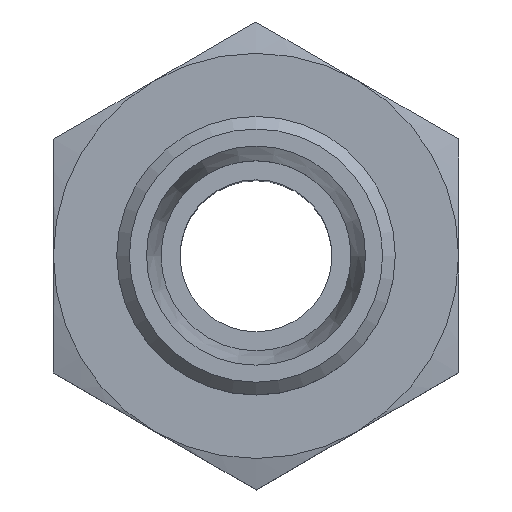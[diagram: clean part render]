
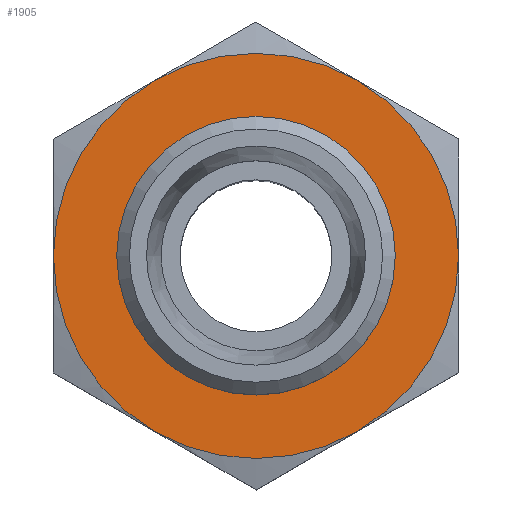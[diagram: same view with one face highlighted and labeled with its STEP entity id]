
A CAD part, top view. The second image highlights one B-rep face of the part: STEP entity #1905.
In plain terms, the highlighted planar face has unit normal (0, 0, 1).
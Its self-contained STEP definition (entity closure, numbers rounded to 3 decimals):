
#353=CARTESIAN_POINT('',(10.566,6.155,46.));
#354=VERTEX_POINT('',#353);
#368=CARTESIAN_POINT('',(10.566,6.145,46.));
#369=VERTEX_POINT('',#368);
#370=CARTESIAN_POINT('',(10.566,6.155,46.));
#371=DIRECTION('',(0.001,-1.,0.0));
#372=VECTOR('',#371,0.009);
#373=LINE('',#370,#372);
#374=EDGE_CURVE('',#354,#369,#373,.T.);
#541=CARTESIAN_POINT('',(2.558,20.006,46.));
#542=VERTEX_POINT('',#541);
#588=CARTESIAN_POINT('',(-13.442,19.997,46.));
#589=VERTEX_POINT('',#588);
#635=CARTESIAN_POINT('',(-21.434,6.136,46.));
#636=VERTEX_POINT('',#635);
#1730=CARTESIAN_POINT('',(-5.434,6.145,46.));
#1731=DIRECTION('',(0.0,0.0,1.0));
#1732=DIRECTION('',(-1.0,0.0,0.0));
#1733=AXIS2_PLACEMENT_3D('',#1730,#1731,#1732);
#1734=CIRCLE('',#1733,16.);
#1735=EDGE_CURVE('',#354,#542,#1734,.T.);
#1746=CARTESIAN_POINT('',(2.574,-7.707,46.));
#1747=VERTEX_POINT('',#1746);
#1762=CARTESIAN_POINT('',(-5.434,6.145,46.));
#1763=DIRECTION('',(0.0,0.0,1.0));
#1764=DIRECTION('',(-1.0,0.0,0.0));
#1765=AXIS2_PLACEMENT_3D('',#1762,#1763,#1764);
#1766=CIRCLE('',#1765,16.);
#1767=EDGE_CURVE('',#1747,#369,#1766,.T.);
#1778=CARTESIAN_POINT('',(-5.434,6.145,46.));
#1779=DIRECTION('',(0.0,0.0,1.0));
#1780=DIRECTION('',(-1.0,0.0,0.0));
#1781=AXIS2_PLACEMENT_3D('',#1778,#1779,#1780);
#1782=CIRCLE('',#1781,16.);
#1783=EDGE_CURVE('',#542,#589,#1782,.T.);
#1796=CARTESIAN_POINT('',(-13.426,-7.716,46.));
#1797=VERTEX_POINT('',#1796);
#1824=CARTESIAN_POINT('',(-5.434,6.145,46.));
#1825=DIRECTION('',(0.0,0.0,1.0));
#1826=DIRECTION('',(-1.0,0.0,0.0));
#1827=AXIS2_PLACEMENT_3D('',#1824,#1825,#1826);
#1828=CIRCLE('',#1827,16.);
#1829=EDGE_CURVE('',#1797,#1747,#1828,.T.);
#1840=CARTESIAN_POINT('',(-5.434,6.145,46.));
#1841=DIRECTION('',(0.0,0.0,1.0));
#1842=DIRECTION('',(-1.0,0.0,0.0));
#1843=AXIS2_PLACEMENT_3D('',#1840,#1841,#1842);
#1844=CIRCLE('',#1843,16.);
#1845=EDGE_CURVE('',#589,#636,#1844,.T.);
#1870=CARTESIAN_POINT('',(-5.434,6.145,46.));
#1871=DIRECTION('',(0.0,0.0,1.0));
#1872=DIRECTION('',(-1.0,0.0,0.0));
#1873=AXIS2_PLACEMENT_3D('',#1870,#1871,#1872);
#1874=CIRCLE('',#1873,16.);
#1875=EDGE_CURVE('',#636,#1797,#1874,.T.);
#1880=CARTESIAN_POINT('',(-5.434,6.145,46.));
#1881=DIRECTION('',(0.0,0.0,1.0));
#1882=DIRECTION('',(1.0,0.0,0.0));
#1883=AXIS2_PLACEMENT_3D('',#1880,#1881,#1882);
#1884=PLANE('',#1883);
#1885=ORIENTED_EDGE('',*,*,#1735,.T.);
#1886=ORIENTED_EDGE('',*,*,#1783,.T.);
#1887=ORIENTED_EDGE('',*,*,#1845,.T.);
#1888=ORIENTED_EDGE('',*,*,#1875,.T.);
#1889=ORIENTED_EDGE('',*,*,#1829,.T.);
#1890=ORIENTED_EDGE('',*,*,#1767,.T.);
#1891=ORIENTED_EDGE('',*,*,#374,.F.);
#1892=EDGE_LOOP('',(#1885,#1886,#1887,#1888,#1889,#1890,#1891));
#1893=FACE_OUTER_BOUND('',#1892,.T.);
#1894=CARTESIAN_POINT('',(5.416,6.145,46.));
#1895=VERTEX_POINT('',#1894);
#1896=CARTESIAN_POINT('',(-5.434,6.145,46.));
#1897=DIRECTION('',(0.0,0.0,1.0));
#1898=DIRECTION('',(-1.0,0.0,0.0));
#1899=AXIS2_PLACEMENT_3D('',#1896,#1897,#1898);
#1900=CIRCLE('',#1899,10.85);
#1901=EDGE_CURVE('',#1895,#1895,#1900,.T.);
#1902=ORIENTED_EDGE('',*,*,#1901,.F.);
#1903=EDGE_LOOP('',(#1902));
#1904=FACE_BOUND('',#1903,.T.);
#1905=ADVANCED_FACE('',(#1893,#1904),#1884,.T.);
